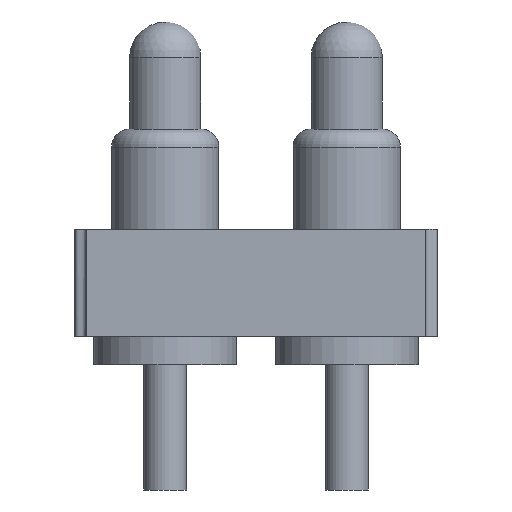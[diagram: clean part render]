
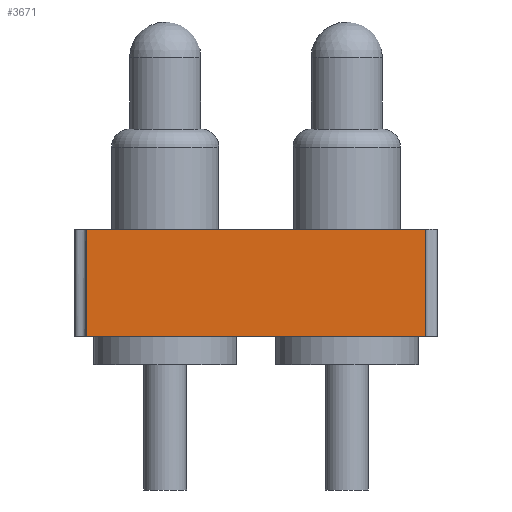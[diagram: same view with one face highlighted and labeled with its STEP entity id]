
A CAD part, left-side view. The second image highlights one B-rep face of the part: STEP entity #3671.
In plain terms, the highlighted planar face has unit normal (-1, 0, 0).
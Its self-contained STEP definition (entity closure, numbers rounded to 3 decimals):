
#258=PLANE('',#4135);
#340=LINE('',#5916,#528);
#391=LINE('',#6355,#579);
#440=LINE('',#6914,#628);
#441=LINE('',#6916,#629);
#528=VECTOR('',#4641,10.);
#579=VECTOR('',#5052,10.);
#628=VECTOR('',#5135,10.);
#629=VECTOR('',#5138,10.);
#954=FACE_OUTER_BOUND('',#1280,.T.);
#1280=EDGE_LOOP('',(#3108,#3109,#3110,#3111));
#1705=VERTEX_POINT('',#5906);
#1706=VERTEX_POINT('',#5915);
#1807=VERTEX_POINT('',#6345);
#1808=VERTEX_POINT('',#6354);
#2073=EDGE_CURVE('',#1705,#1706,#340,.T.);
#2215=EDGE_CURVE('',#1808,#1807,#391,.T.);
#2280=EDGE_CURVE('',#1808,#1705,#440,.T.);
#2281=EDGE_CURVE('',#1807,#1706,#441,.T.);
#3108=ORIENTED_EDGE('',*,*,#2215,.T.);
#3109=ORIENTED_EDGE('',*,*,#2281,.T.);
#3110=ORIENTED_EDGE('',*,*,#2073,.F.);
#3111=ORIENTED_EDGE('',*,*,#2280,.F.);
#3671=ADVANCED_FACE('',(#954),#258,.T.);
#4135=AXIS2_PLACEMENT_3D('',#6915,#5136,#5137);
#4641=DIRECTION('',(0.,-1.,0.));
#5052=DIRECTION('',(0.,-1.,0.));
#5135=DIRECTION('',(0.,0.,1.));
#5136=DIRECTION('center_axis',(-1.,0.,0.));
#5137=DIRECTION('ref_axis',(0.,-1.,0.));
#5138=DIRECTION('',(0.,0.,1.));
#5906=CARTESIAN_POINT('',(-12.7,2.375,1.5));
#5915=CARTESIAN_POINT('',(-12.7,-2.375,1.5));
#5916=CARTESIAN_POINT('',(-12.7,2.54,1.5));
#6345=CARTESIAN_POINT('',(-12.7,-2.375,0.));
#6354=CARTESIAN_POINT('',(-12.7,2.375,0.));
#6355=CARTESIAN_POINT('',(-12.7,2.54,0.));
#6914=CARTESIAN_POINT('',(-12.7,2.375,0.));
#6915=CARTESIAN_POINT('Origin',(-12.7,2.375,0.));
#6916=CARTESIAN_POINT('',(-12.7,-2.375,0.));
